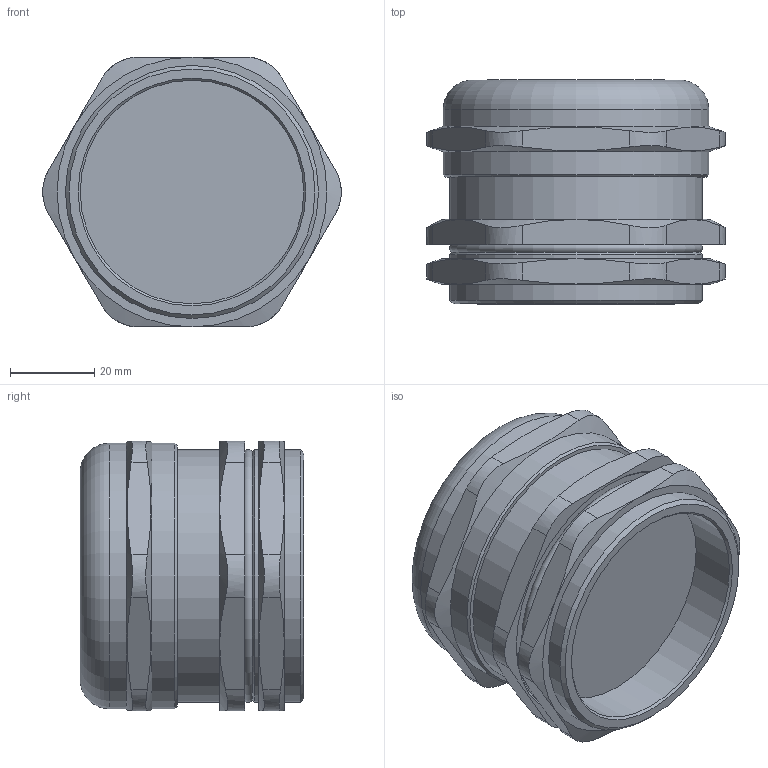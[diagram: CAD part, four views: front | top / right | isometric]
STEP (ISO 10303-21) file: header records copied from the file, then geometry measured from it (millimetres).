
FILE_DESCRIPTION(/* description */ ('','CAx-IF Rec.Pracs.---Representation and Presentation of Product Manufacturing Information (PMI)---4.0---2014-10-13'),/* implementation_level */ '2;1');
FILE_NAME(/* name */ 'ЗЭТАРУС M60 (37-44 мм).stp',/* time_stamp */ '2023-02-06T16:09:59+07:00',/* author */ ('zeta-09'),/* organization */ (''),/* preprocessor_version */ 'ST-DEVELOPER v18.1',/* originating_system */ 'Autodesk Inventor 2021',/* authorisation */ '');
FILE_SCHEMA (('AP242_MANAGED_MODEL_BASED_3D_ENGINEERING_MIM_LF { 1 0 10303 442 1 1 4 }'));
Length unit declared in the file: millimetre
Products named in the file (1): Деталь3
Bounding box: 70.81 x 53.08 x 64 mm (x, y, z)
Volume: 137992.1 mm3; surface area: 25801.1 mm2
Topology: 1 solids, 3 shells, 83 faces, 194 edges, 123 vertices
Faces by surface type: plane 30, cylinder 25, cone 25, torus 3
Full cylindrical faces by diameter (mm): 53 x1, 58.3 x1, 60 x3, 63 x2
Entity records: 2866 total; most frequent: CARTESIAN_POINT 906, ORIENTED_EDGE 386, DIRECTION 366, EDGE_CURVE 194, AXIS2_PLACEMENT_3D 155, VERTEX_POINT 123, EDGE_LOOP 91, STYLED_ITEM 83
